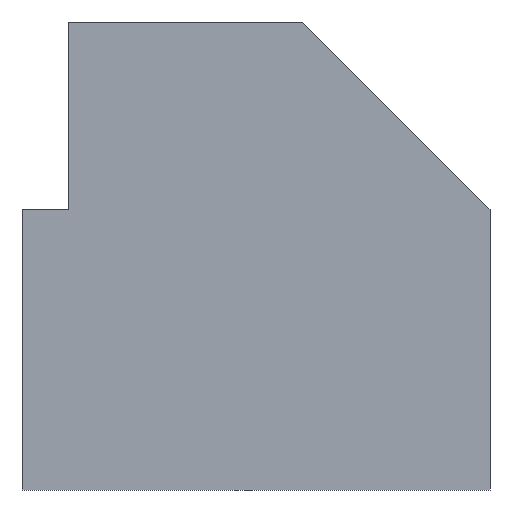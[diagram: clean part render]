
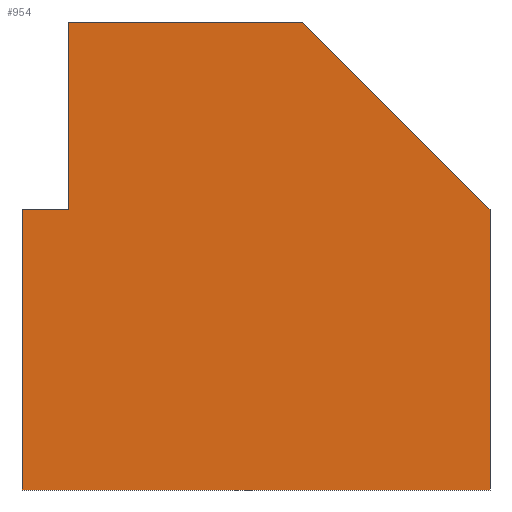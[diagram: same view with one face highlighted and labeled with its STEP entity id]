
A CAD part, left-side view. The second image highlights one B-rep face of the part: STEP entity #954.
In plain terms, the highlighted planar face has unit normal (-1, 0, 0).
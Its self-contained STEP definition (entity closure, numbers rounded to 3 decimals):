
#55=PLANE('',#1041);
#104=FACE_OUTER_BOUND('',#153,.T.);
#153=EDGE_LOOP('',(#832,#833,#834,#835,#836,#837,#838));
#251=LINE('',#1618,#356);
#253=LINE('',#1622,#358);
#254=LINE('',#1624,#359);
#255=LINE('',#1626,#360);
#256=LINE('',#1628,#361);
#257=LINE('',#1630,#362);
#258=LINE('',#1631,#363);
#356=VECTOR('',#1267,10.);
#358=VECTOR('',#1271,10.);
#359=VECTOR('',#1272,10.);
#360=VECTOR('',#1273,10.);
#361=VECTOR('',#1274,10.);
#362=VECTOR('',#1275,10.);
#363=VECTOR('',#1276,10.);
#469=VERTEX_POINT('',#1615);
#470=VERTEX_POINT('',#1617);
#471=VERTEX_POINT('',#1621);
#472=VERTEX_POINT('',#1623);
#473=VERTEX_POINT('',#1625);
#474=VERTEX_POINT('',#1627);
#475=VERTEX_POINT('',#1629);
#595=EDGE_CURVE('',#469,#470,#251,.T.);
#597=EDGE_CURVE('',#471,#469,#253,.T.);
#598=EDGE_CURVE('',#471,#472,#254,.T.);
#599=EDGE_CURVE('',#472,#473,#255,.T.);
#600=EDGE_CURVE('',#474,#473,#256,.T.);
#601=EDGE_CURVE('',#474,#475,#257,.T.);
#602=EDGE_CURVE('',#475,#470,#258,.T.);
#832=ORIENTED_EDGE('',*,*,#595,.F.);
#833=ORIENTED_EDGE('',*,*,#597,.F.);
#834=ORIENTED_EDGE('',*,*,#598,.T.);
#835=ORIENTED_EDGE('',*,*,#599,.T.);
#836=ORIENTED_EDGE('',*,*,#600,.F.);
#837=ORIENTED_EDGE('',*,*,#601,.T.);
#838=ORIENTED_EDGE('',*,*,#602,.T.);
#954=ADVANCED_FACE('',(#104),#55,.T.);
#1041=AXIS2_PLACEMENT_3D('',#1620,#1269,#1270);
#1267=DIRECTION('',(0.,-0.707,-0.707));
#1269=DIRECTION('center_axis',(-1.,0.,0.));
#1270=DIRECTION('ref_axis',(0.,-1.,0.));
#1271=DIRECTION('',(0.,-1.,0.));
#1272=DIRECTION('',(0.,0.,-1.));
#1273=DIRECTION('',(0.,1.,0.));
#1274=DIRECTION('',(0.,0.,1.));
#1275=DIRECTION('',(0.,-1.,0.));
#1276=DIRECTION('',(0.,0.,1.));
#1615=CARTESIAN_POINT('',(0.,4.,10.));
#1617=CARTESIAN_POINT('',(0.,0.,6.));
#1618=CARTESIAN_POINT('',(0.,2.,8.));
#1620=CARTESIAN_POINT('Origin',(0.,10.,0.));
#1621=CARTESIAN_POINT('',(0.,9.,10.));
#1622=CARTESIAN_POINT('',(0.,10.,10.));
#1623=CARTESIAN_POINT('',(0.,9.,6.));
#1624=CARTESIAN_POINT('',(0.,9.,5.));
#1625=CARTESIAN_POINT('',(0.,10.,6.));
#1626=CARTESIAN_POINT('',(0.,9.75,6.));
#1627=CARTESIAN_POINT('',(0.,10.,0.));
#1628=CARTESIAN_POINT('',(0.,10.,0.));
#1629=CARTESIAN_POINT('',(0.,0.,0.));
#1630=CARTESIAN_POINT('',(0.,10.,0.));
#1631=CARTESIAN_POINT('',(0.,0.,0.));
